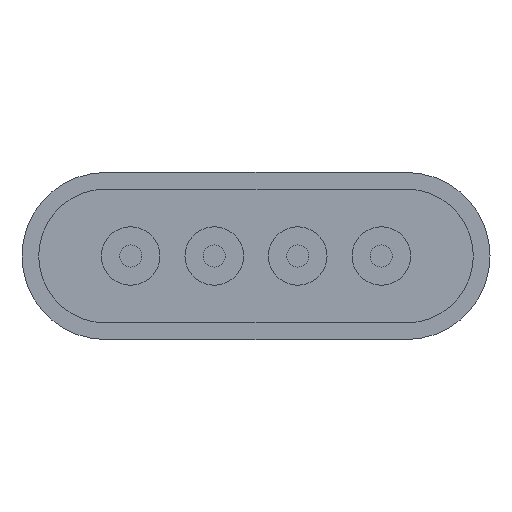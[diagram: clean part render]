
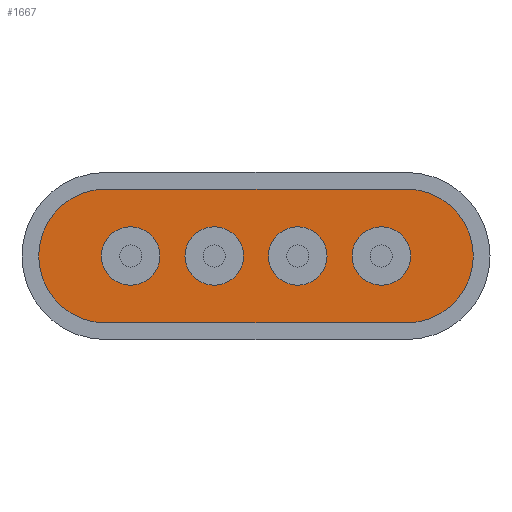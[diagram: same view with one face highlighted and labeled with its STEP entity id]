
A CAD part, front view. The second image highlights one B-rep face of the part: STEP entity #1667.
In plain terms, the highlighted planar face has unit normal (0, -1, 0).
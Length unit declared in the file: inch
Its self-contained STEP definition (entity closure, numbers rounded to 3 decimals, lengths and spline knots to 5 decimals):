
#9 = EDGE_CURVE ( 'Defeatured_0_6+Defeatured_0_14+Defeatured_0_15+Defeatured_0_13', #2173, #880, #996, .T. ) ;
#30 = EDGE_LOOP ( 'NONE', ( #1171, #1345 ) ) ;
#44 = FACE_BOUND ( 'NONE', #809, .T. ) ;
#53 = DIRECTION ( 'NONE',  ( 1., 0., 0. ) ) ;
#57 = AXIS2_PLACEMENT_3D ( 'NONE', #168, #530, #1784 ) ;
#89 = CARTESIAN_POINT ( 'NONE',  ( 0.17877, 0.11076, 0.22066 ) ) ;
#96 = CIRCLE ( 'NONE', #57, 0.0175 ) ;
#136 = ORIENTED_EDGE ( 'NONE', *, *, #9, .T. ) ;
#142 = CARTESIAN_POINT ( 'NONE',  ( 0.19377, 0.11076, 0.18066 ) ) ;
#152 = EDGE_CURVE ( 'Defeatured_0_2+Defeatured_0_6+Defeatured_0_6+Defeatured_0_6', #1597, #306, #1582, .T. ) ;
#168 = CARTESIAN_POINT ( 'NONE',  ( 0.17877, 0.11076, 0.22066 ) ) ;
#170 = DIRECTION ( 'NONE',  ( 0., 0., 1. ) ) ;
#218 = CARTESIAN_POINT ( 'NONE',  ( 0.01377, 0.11076, 0.22066 ) ) ;
#239 = AXIS2_PLACEMENT_3D ( 'NONE', #488, #508, #664 ) ;
#243 = CARTESIAN_POINT ( 'NONE',  ( 0.19377, 0.11076, 0.26066 ) ) ;
#244 = CARTESIAN_POINT ( 'NONE',  ( 0.12877, 0.11076, 0.22066 ) ) ;
#265 = CARTESIAN_POINT ( 'NONE',  ( 0.19377, 0.11076, 0.22066 ) ) ;
#290 = CARTESIAN_POINT ( 'NONE',  ( 0.07877, 0.11076, 0.20316 ) ) ;
#306 = VERTEX_POINT ( 'NONE', #2014 ) ;
#308 = ORIENTED_EDGE ( 'NONE', *, *, #811, .T. ) ;
#351 = AXIS2_PLACEMENT_3D ( 'NONE', #1970, #1419, #1792 ) ;
#355 = VERTEX_POINT ( 'NONE', #1090 ) ;
#360 = AXIS2_PLACEMENT_3D ( 'NONE', #2060, #1719, #1699 ) ;
#365 = EDGE_LOOP ( 'NONE', ( #1370, #308, #521, #136 ) ) ;
#392 = DIRECTION ( 'NONE',  ( 0., 1., 0. ) ) ;
#396 = AXIS2_PLACEMENT_3D ( 'NONE', #1627, #1614, #553 ) ;
#407 = CARTESIAN_POINT ( 'NONE',  ( 0.12877, 0.11076, 0.20316 ) ) ;
#411 = AXIS2_PLACEMENT_3D ( 'NONE', #218, #392, #1148 ) ;
#413 = EDGE_LOOP ( 'NONE', ( #509, #832 ) ) ;
#462 = DIRECTION ( 'NONE',  ( 0., 0., 1. ) ) ;
#488 = CARTESIAN_POINT ( 'NONE',  ( 0.01377, 0.11076, 0.22066 ) ) ;
#508 = DIRECTION ( 'NONE',  ( 0., -1., 0. ) ) ;
#509 = ORIENTED_EDGE ( 'NONE', *, *, #895, .F. ) ;
#521 = ORIENTED_EDGE ( 'NONE', *, *, #1446, .T. ) ;
#530 = DIRECTION ( 'NONE',  ( 0., -1., 0. ) ) ;
#531 = CIRCLE ( 'NONE', #239, 0.04 ) ;
#553 = DIRECTION ( 'NONE',  ( 0., 0., 1. ) ) ;
#562 = CARTESIAN_POINT ( 'NONE',  ( 0.12877, 0.11076, 0.22066 ) ) ;
#570 = ORIENTED_EDGE ( 'NONE', *, *, #701, .F. ) ;
#575 = CIRCLE ( 'NONE', #396, 0.0175 ) ;
#585 = DIRECTION ( 'NONE',  ( 0., -1., 0. ) ) ;
#629 = VERTEX_POINT ( 'NONE', #1230 ) ;
#636 = VERTEX_POINT ( 'NONE', #142 ) ;
#649 = CIRCLE ( 'NONE', #2123, 0.0175 ) ;
#656 = EDGE_CURVE ( 'Defeatured_0_3+Defeatured_0_6+Defeatured_0_6+Defeatured_0_6', #2267, #2008, #929, .T. ) ;
#664 = DIRECTION ( 'NONE',  ( 0., 0., -1. ) ) ;
#701 = EDGE_CURVE ( 'Defeatured_0_3+Defeatured_0_6+Defeatured_0_6+Defeatured_0_6', #2008, #2267, #1872, .T. ) ;
#718 = EDGE_CURVE ( 'Defeatured_0_5+Defeatured_0_6+Defeatured_0_6+Defeatured_0_6', #1542, #629, #2338, .T. ) ;
#744 = CARTESIAN_POINT ( 'NONE',  ( 0.02877, 0.11076, 0.23816 ) ) ;
#747 = AXIS2_PLACEMENT_3D ( 'NONE', #1710, #988, #2277 ) ;
#776 = DIRECTION ( 'NONE',  ( 0., -1., 0. ) ) ;
#809 = EDGE_LOOP ( 'NONE', ( #570, #1653 ) ) ;
#811 = EDGE_CURVE ( 'Defeatured_0_6+Defeatured_0_16+Defeatured_0_13+Defeatured_0_15', #2063, #636, #1678, .T. ) ;
#832 = ORIENTED_EDGE ( 'NONE', *, *, #1976, .F. ) ;
#880 = VERTEX_POINT ( 'NONE', #2146 ) ;
#895 = EDGE_CURVE ( 'Defeatured_0_4+Defeatured_0_6+Defeatured_0_6+Defeatured_0_6', #355, #2200, #575, .T. ) ;
#929 = CIRCLE ( 'NONE', #360, 0.0175 ) ;
#934 = VECTOR ( 'NONE', #1213, 39.37008 ) ;
#938 = DIRECTION ( 'NONE',  ( 0., 0., -1. ) ) ;
#947 = CIRCLE ( 'NONE', #2290, 0.04 ) ;
#986 = EDGE_LOOP ( 'NONE', ( #2220, #2285 ) ) ;
#988 = DIRECTION ( 'NONE',  ( 0., -1., 0. ) ) ;
#996 = LINE ( 'NONE', #2293, #934 ) ;
#1055 = CARTESIAN_POINT ( 'NONE',  ( 0.02877, 0.11076, 0.20316 ) ) ;
#1090 = CARTESIAN_POINT ( 'NONE',  ( 0.07877, 0.11076, 0.23816 ) ) ;
#1148 = DIRECTION ( 'NONE',  ( 0., 0., 1. ) ) ;
#1166 = DIRECTION ( 'NONE',  ( 0., -1., 0. ) ) ;
#1171 = ORIENTED_EDGE ( 'NONE', *, *, #2115, .F. ) ;
#1213 = DIRECTION ( 'NONE',  ( -1., 0., 0. ) ) ;
#1230 = CARTESIAN_POINT ( 'NONE',  ( 0.17877, 0.11076, 0.23816 ) ) ;
#1240 = EDGE_CURVE ( 'Defeatured_0_6+Defeatured_0_13+Defeatured_0_14+Defeatured_0_16', #880, #2063, #531, .T. ) ;
#1298 = FACE_OUTER_BOUND ( 'NONE', #365, .T. ) ;
#1301 = DIRECTION ( 'NONE',  ( 0., -1., 0. ) ) ;
#1324 = PLANE ( 'NONE',  #411 ) ;
#1345 = ORIENTED_EDGE ( 'NONE', *, *, #152, .F. ) ;
#1370 = ORIENTED_EDGE ( 'NONE', *, *, #1240, .T. ) ;
#1419 = DIRECTION ( 'NONE',  ( 0., -1., 0. ) ) ;
#1446 = EDGE_CURVE ( 'Defeatured_0_6+Defeatured_0_15+Defeatured_0_16+Defeatured_0_14', #636, #2173, #947, .T. ) ;
#1474 = AXIS2_PLACEMENT_3D ( 'NONE', #244, #776, #1508 ) ;
#1508 = DIRECTION ( 'NONE',  ( 0., 0., 1. ) ) ;
#1542 = VERTEX_POINT ( 'NONE', #2141 ) ;
#1582 = CIRCLE ( 'NONE', #1474, 0.0175 ) ;
#1597 = VERTEX_POINT ( 'NONE', #407 ) ;
#1614 = DIRECTION ( 'NONE',  ( 0., -1., 0. ) ) ;
#1627 = CARTESIAN_POINT ( 'NONE',  ( 0.07877, 0.11076, 0.22066 ) ) ;
#1653 = ORIENTED_EDGE ( 'NONE', *, *, #656, .F. ) ;
#1655 = VECTOR ( 'NONE', #53, 39.37008 ) ;
#1667 = ADVANCED_FACE ( 'Defeatured_0_6', ( #2235, #44, #2043, #2021, #1298 ), #1324, .F. ) ;
#1678 = LINE ( 'NONE', #1829, #1655 ) ;
#1693 = AXIS2_PLACEMENT_3D ( 'NONE', #89, #1166, #462 ) ;
#1699 = DIRECTION ( 'NONE',  ( 0., 0., 1. ) ) ;
#1710 = CARTESIAN_POINT ( 'NONE',  ( 0.02877, 0.11076, 0.22066 ) ) ;
#1719 = DIRECTION ( 'NONE',  ( 0., -1., 0. ) ) ;
#1784 = DIRECTION ( 'NONE',  ( 0., 0., 1. ) ) ;
#1792 = DIRECTION ( 'NONE',  ( 0., 0., 1. ) ) ;
#1829 = CARTESIAN_POINT ( 'NONE',  ( 0.01377, 0.11076, 0.18066 ) ) ;
#1872 = CIRCLE ( 'NONE', #747, 0.0175 ) ;
#1970 = CARTESIAN_POINT ( 'NONE',  ( 0.07877, 0.11076, 0.22066 ) ) ;
#1976 = EDGE_CURVE ( 'Defeatured_0_4+Defeatured_0_6+Defeatured_0_6+Defeatured_0_6', #2200, #355, #2056, .T. ) ;
#1989 = EDGE_CURVE ( 'Defeatured_0_5+Defeatured_0_6+Defeatured_0_6+Defeatured_0_6', #629, #1542, #96, .T. ) ;
#2008 = VERTEX_POINT ( 'NONE', #744 ) ;
#2014 = CARTESIAN_POINT ( 'NONE',  ( 0.12877, 0.11076, 0.23816 ) ) ;
#2021 = FACE_BOUND ( 'NONE', #986, .T. ) ;
#2043 = FACE_BOUND ( 'NONE', #413, .T. ) ;
#2056 = CIRCLE ( 'NONE', #351, 0.0175 ) ;
#2060 = CARTESIAN_POINT ( 'NONE',  ( 0.02877, 0.11076, 0.22066 ) ) ;
#2063 = VERTEX_POINT ( 'NONE', #2164 ) ;
#2115 = EDGE_CURVE ( 'Defeatured_0_2+Defeatured_0_6+Defeatured_0_6+Defeatured_0_6', #306, #1597, #649, .T. ) ;
#2123 = AXIS2_PLACEMENT_3D ( 'NONE', #562, #1301, #170 ) ;
#2141 = CARTESIAN_POINT ( 'NONE',  ( 0.17877, 0.11076, 0.20316 ) ) ;
#2146 = CARTESIAN_POINT ( 'NONE',  ( 0.01377, 0.11076, 0.26066 ) ) ;
#2164 = CARTESIAN_POINT ( 'NONE',  ( 0.01377, 0.11076, 0.18066 ) ) ;
#2173 = VERTEX_POINT ( 'NONE', #243 ) ;
#2200 = VERTEX_POINT ( 'NONE', #290 ) ;
#2220 = ORIENTED_EDGE ( 'NONE', *, *, #1989, .F. ) ;
#2235 = FACE_BOUND ( 'NONE', #30, .T. ) ;
#2267 = VERTEX_POINT ( 'NONE', #1055 ) ;
#2277 = DIRECTION ( 'NONE',  ( 0., 0., 1. ) ) ;
#2285 = ORIENTED_EDGE ( 'NONE', *, *, #718, .F. ) ;
#2290 = AXIS2_PLACEMENT_3D ( 'NONE', #265, #585, #938 ) ;
#2293 = CARTESIAN_POINT ( 'NONE',  ( 0.01377, 0.11076, 0.26066 ) ) ;
#2338 = CIRCLE ( 'NONE', #1693, 0.0175 ) ;
